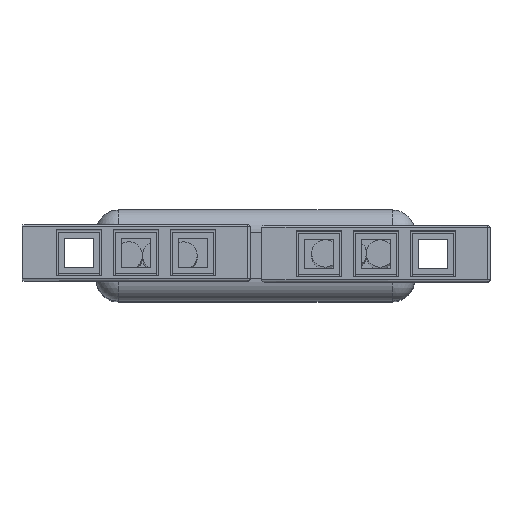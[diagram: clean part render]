
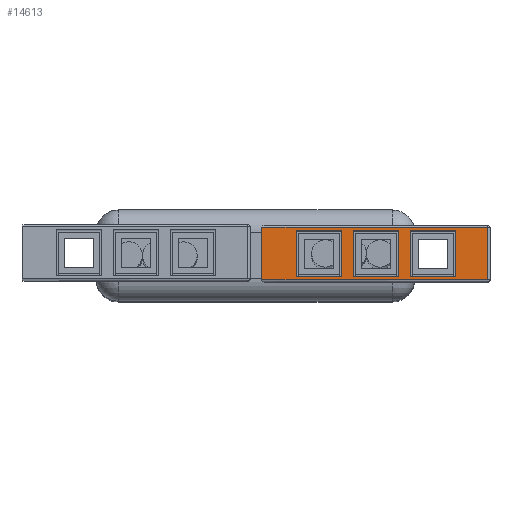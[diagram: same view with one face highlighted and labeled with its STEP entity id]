
A CAD part, top view. The second image highlights one B-rep face of the part: STEP entity #14613.
In plain terms, the highlighted planar face has unit normal (0, 0, 1).
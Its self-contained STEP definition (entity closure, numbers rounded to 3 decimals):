
#168 = CARTESIAN_POINT ( 'NONE',  ( -1.109, -9.789, 96.57 ) ) ;
#339 = EDGE_CURVE ( 'NONE', #15505, #20356, #13599, .T. ) ;
#396 = EDGE_CURVE ( 'NONE', #4856, #15505, #18979, .T. ) ;
#444 = EDGE_CURVE ( 'NONE', #17722, #4856, #19340, .T. ) ;
#459 = CARTESIAN_POINT ( 'NONE',  ( 2.891, -9.639, 96.57 ) ) ;
#601 = CARTESIAN_POINT ( 'NONE',  ( 8.891, -9.789, 96.57 ) ) ;
#613 = DIRECTION ( 'NONE',  ( 0., 1., 0. ) ) ;
#734 = EDGE_CURVE ( 'NONE', #21245, #5387, #24655, .T. ) ;
#748 = VECTOR ( 'NONE', #12200, 1000. ) ;
#786 = EDGE_CURVE ( 'NONE', #21615, #21245, #25713, .T. ) ;
#836 = EDGE_CURVE ( 'NONE', #15354, #21615, #22096, .T. ) ;
#923 = CARTESIAN_POINT ( 'NONE',  ( 7.391, -7.639, 96.57 ) ) ;
#924 = LINE ( 'NONE', #19059, #6413 ) ;
#1113 = EDGE_CURVE ( 'NONE', #13377, #21308, #17737, .T. ) ;
#1157 = EDGE_CURVE ( 'NONE', #8877, #13377, #8794, .T. ) ;
#1240 = EDGE_CURVE ( 'NONE', #4852, #8877, #19180, .T. ) ;
#1430 = ORIENTED_EDGE ( 'NONE', *, *, #2653, .T. ) ;
#1559 = ORIENTED_EDGE ( 'NONE', *, *, #734, .T. ) ;
#1589 = CARTESIAN_POINT ( 'NONE',  ( 8.791, -7.389, 96.57 ) ) ;
#1782 = CARTESIAN_POINT ( 'NONE',  ( 2.891, -7.639, 96.57 ) ) ;
#1822 = DIRECTION ( 'NONE',  ( 1., 0., 0. ) ) ;
#1857 = CARTESIAN_POINT ( 'NONE',  ( 7.391, -9.639, 96.57 ) ) ;
#1931 = EDGE_CURVE ( 'NONE', #21308, #4852, #17961, .T. ) ;
#2348 = EDGE_CURVE ( 'NONE', #20356, #17722, #924, .T. ) ;
#2428 = EDGE_CURVE ( 'NONE', #5387, #15354, #5698, .T. ) ;
#2472 = CARTESIAN_POINT ( 'NONE',  ( 8.891, -7.389, 96.57 ) ) ;
#2484 = DIRECTION ( 'NONE',  ( -1., 0., 0. ) ) ;
#2605 = EDGE_CURVE ( 'NONE', #16979, #20062, #21478, .T. ) ;
#2653 = EDGE_CURVE ( 'NONE', #13717, #25055, #6418, .T. ) ;
#2682 = EDGE_CURVE ( 'NONE', #25055, #16979, #3486, .T. ) ;
#2695 = EDGE_CURVE ( 'NONE', #20062, #13717, #15011, .T. ) ;
#3486 = LINE ( 'NONE', #3683, #27248 ) ;
#3683 = CARTESIAN_POINT ( 'NONE',  ( -1.109, -7.489, 96.57 ) ) ;
#3918 = CARTESIAN_POINT ( 'NONE',  ( 4.891, -9.639, 96.57 ) ) ;
#4091 = ORIENTED_EDGE ( 'NONE', *, *, #444, .T. ) ;
#4356 = ORIENTED_EDGE ( 'NONE', *, *, #2348, .T. ) ;
#4719 = ORIENTED_EDGE ( 'NONE', *, *, #339, .T. ) ;
#4818 = DIRECTION ( 'NONE',  ( -1., 0., 0. ) ) ;
#4852 = VERTEX_POINT ( 'NONE', #11908 ) ;
#4856 = VERTEX_POINT ( 'NONE', #11941 ) ;
#4940 = DIRECTION ( 'NONE',  ( 0., 1., 0. ) ) ;
#5232 = CARTESIAN_POINT ( 'NONE',  ( 2.891, -9.639, 96.57 ) ) ;
#5387 = VERTEX_POINT ( 'NONE', #3918 ) ;
#5567 = VECTOR ( 'NONE', #8324, 1000. ) ;
#5698 = LINE ( 'NONE', #14344, #17875 ) ;
#5996 = CARTESIAN_POINT ( 'NONE',  ( 2.391, -9.639, 96.57 ) ) ;
#6067 = VECTOR ( 'NONE', #25561, 1000. ) ;
#6330 = VECTOR ( 'NONE', #16415, 1000. ) ;
#6413 = VECTOR ( 'NONE', #20605, 1000. ) ;
#6418 = LINE ( 'NONE', #1589, #21113 ) ;
#7107 = CARTESIAN_POINT ( 'NONE',  ( 4.891, -7.639, 96.57 ) ) ;
#7362 = ORIENTED_EDGE ( 'NONE', *, *, #2605, .T. ) ;
#8324 = DIRECTION ( 'NONE',  ( 0., -1., 0. ) ) ;
#8410 = CARTESIAN_POINT ( 'NONE',  ( 2.391, -7.639, 96.57 ) ) ;
#8794 = LINE ( 'NONE', #9627, #26389 ) ;
#8877 = VERTEX_POINT ( 'NONE', #26970 ) ;
#9307 = CARTESIAN_POINT ( 'NONE',  ( -1.109, -7.489, 96.57 ) ) ;
#9539 = ORIENTED_EDGE ( 'NONE', *, *, #1931, .T. ) ;
#9627 = CARTESIAN_POINT ( 'NONE',  ( 0.391, -7.639, 96.57 ) ) ;
#9969 = ORIENTED_EDGE ( 'NONE', *, *, #1157, .T. ) ;
#9989 = DIRECTION ( 'NONE',  ( 1., 0., 0. ) ) ;
#10235 = FACE_BOUND ( 'NONE', #29097, .T. ) ;
#11497 = EDGE_LOOP ( 'NONE', ( #9969, #17021, #9539, #23421 ) ) ;
#11830 = CARTESIAN_POINT ( 'NONE',  ( 2.391, -9.639, 96.57 ) ) ;
#11908 = CARTESIAN_POINT ( 'NONE',  ( 0.391, -9.639, 96.57 ) ) ;
#11941 = CARTESIAN_POINT ( 'NONE',  ( 5.391, -7.639, 96.57 ) ) ;
#12200 = DIRECTION ( 'NONE',  ( 0., 1., 0. ) ) ;
#12307 = ORIENTED_EDGE ( 'NONE', *, *, #396, .T. ) ;
#12529 = EDGE_LOOP ( 'NONE', ( #29066, #1559, #23574, #29465 ) ) ;
#12944 = CARTESIAN_POINT ( 'NONE',  ( 0.391, -9.639, 96.57 ) ) ;
#13377 = VERTEX_POINT ( 'NONE', #8410 ) ;
#13599 = LINE ( 'NONE', #29211, #25096 ) ;
#13717 = VERTEX_POINT ( 'NONE', #23107 ) ;
#14049 = ORIENTED_EDGE ( 'NONE', *, *, #2695, .T. ) ;
#14151 = DIRECTION ( 'NONE',  ( -1., 0., 0. ) ) ;
#14344 = CARTESIAN_POINT ( 'NONE',  ( 2.891, -9.639, 96.57 ) ) ;
#14613 = ADVANCED_FACE ( 'NONE', ( #24585, #18488, #10235, #16322 ), #23087, .F. ) ;
#14667 = VECTOR ( 'NONE', #19848, 1000. ) ;
#14898 = CARTESIAN_POINT ( 'NONE',  ( 8.791, -7.489, 96.57 ) ) ;
#15011 = LINE ( 'NONE', #601, #20416 ) ;
#15354 = VERTEX_POINT ( 'NONE', #5232 ) ;
#15505 = VERTEX_POINT ( 'NONE', #923 ) ;
#16320 = CARTESIAN_POINT ( 'NONE',  ( 4.891, -9.639, 96.57 ) ) ;
#16322 = FACE_OUTER_BOUND ( 'NONE', #26919, .T. ) ;
#16415 = DIRECTION ( 'NONE',  ( 0., -1., 0. ) ) ;
#16979 = VERTEX_POINT ( 'NONE', #9307 ) ;
#17021 = ORIENTED_EDGE ( 'NONE', *, *, #1113, .T. ) ;
#17103 = ORIENTED_EDGE ( 'NONE', *, *, #2682, .T. ) ;
#17238 = VECTOR ( 'NONE', #28318, 1000. ) ;
#17722 = VERTEX_POINT ( 'NONE', #24913 ) ;
#17737 = LINE ( 'NONE', #5996, #5567 ) ;
#17875 = VECTOR ( 'NONE', #14151, 1000. ) ;
#17961 = LINE ( 'NONE', #29555, #17238 ) ;
#18197 = AXIS2_PLACEMENT_3D ( 'NONE', #2472, #18594, #4818 ) ;
#18488 = FACE_BOUND ( 'NONE', #12529, .T. ) ;
#18594 = DIRECTION ( 'NONE',  ( 0., 0., -1. ) ) ;
#18611 = VECTOR ( 'NONE', #22244, 1000. ) ;
#18876 = VECTOR ( 'NONE', #1822, 1000. ) ;
#18979 = LINE ( 'NONE', #24766, #6067 ) ;
#19059 = CARTESIAN_POINT ( 'NONE',  ( 5.391, -9.639, 96.57 ) ) ;
#19180 = LINE ( 'NONE', #12944, #748 ) ;
#19340 = LINE ( 'NONE', #22210, #18611 ) ;
#19848 = DIRECTION ( 'NONE',  ( 0., -1., 0. ) ) ;
#20051 = CARTESIAN_POINT ( 'NONE',  ( -1.109, -7.389, 96.57 ) ) ;
#20062 = VERTEX_POINT ( 'NONE', #168 ) ;
#20356 = VERTEX_POINT ( 'NONE', #1857 ) ;
#20416 = VECTOR ( 'NONE', #26829, 1000. ) ;
#20605 = DIRECTION ( 'NONE',  ( -1., 0., 0. ) ) ;
#21113 = VECTOR ( 'NONE', #4940, 1000. ) ;
#21245 = VERTEX_POINT ( 'NONE', #7107 ) ;
#21308 = VERTEX_POINT ( 'NONE', #11830 ) ;
#21478 = LINE ( 'NONE', #20051, #14667 ) ;
#21615 = VERTEX_POINT ( 'NONE', #24420 ) ;
#22096 = LINE ( 'NONE', #459, #27517 ) ;
#22210 = CARTESIAN_POINT ( 'NONE',  ( 5.391, -9.639, 96.57 ) ) ;
#22244 = DIRECTION ( 'NONE',  ( 0., 1., 0. ) ) ;
#23087 = PLANE ( 'NONE',  #18197 ) ;
#23107 = CARTESIAN_POINT ( 'NONE',  ( 8.791, -9.789, 96.57 ) ) ;
#23421 = ORIENTED_EDGE ( 'NONE', *, *, #1240, .T. ) ;
#23574 = ORIENTED_EDGE ( 'NONE', *, *, #2428, .T. ) ;
#24420 = CARTESIAN_POINT ( 'NONE',  ( 2.891, -7.639, 96.57 ) ) ;
#24585 = FACE_BOUND ( 'NONE', #11497, .T. ) ;
#24655 = LINE ( 'NONE', #16320, #6330 ) ;
#24766 = CARTESIAN_POINT ( 'NONE',  ( 5.391, -7.639, 96.57 ) ) ;
#24913 = CARTESIAN_POINT ( 'NONE',  ( 5.391, -9.639, 96.57 ) ) ;
#25055 = VERTEX_POINT ( 'NONE', #14898 ) ;
#25096 = VECTOR ( 'NONE', #27477, 1000. ) ;
#25561 = DIRECTION ( 'NONE',  ( 1., 0., 0. ) ) ;
#25713 = LINE ( 'NONE', #1782, #18876 ) ;
#26389 = VECTOR ( 'NONE', #9989, 1000. ) ;
#26829 = DIRECTION ( 'NONE',  ( 1., 0., 0. ) ) ;
#26919 = EDGE_LOOP ( 'NONE', ( #1430, #17103, #7362, #14049 ) ) ;
#26970 = CARTESIAN_POINT ( 'NONE',  ( 0.391, -7.639, 96.57 ) ) ;
#27248 = VECTOR ( 'NONE', #2484, 1000. ) ;
#27477 = DIRECTION ( 'NONE',  ( 0., -1., 0. ) ) ;
#27517 = VECTOR ( 'NONE', #613, 1000. ) ;
#28318 = DIRECTION ( 'NONE',  ( -1., 0., 0. ) ) ;
#29066 = ORIENTED_EDGE ( 'NONE', *, *, #786, .T. ) ;
#29097 = EDGE_LOOP ( 'NONE', ( #12307, #4719, #4356, #4091 ) ) ;
#29211 = CARTESIAN_POINT ( 'NONE',  ( 7.391, -9.639, 96.57 ) ) ;
#29465 = ORIENTED_EDGE ( 'NONE', *, *, #836, .T. ) ;
#29555 = CARTESIAN_POINT ( 'NONE',  ( 0.391, -9.639, 96.57 ) ) ;
